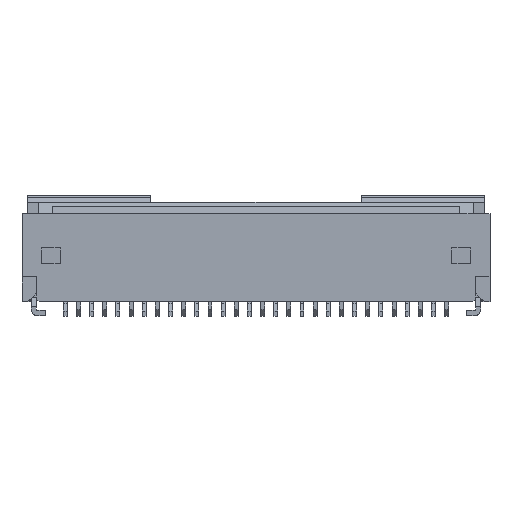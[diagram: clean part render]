
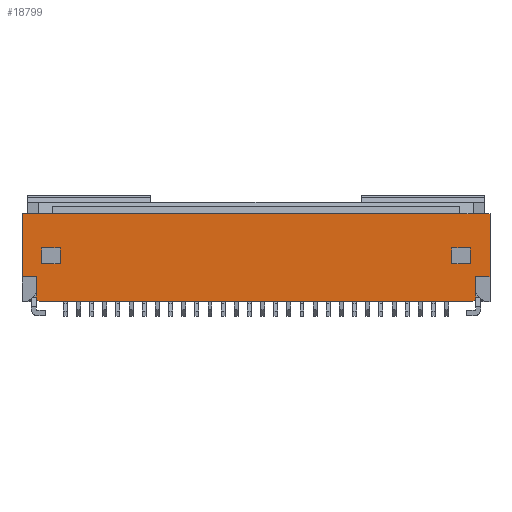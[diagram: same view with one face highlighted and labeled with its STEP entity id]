
A CAD part, top view. The second image highlights one B-rep face of the part: STEP entity #18799.
In plain terms, the highlighted planar face has unit normal (0, 0, 1).
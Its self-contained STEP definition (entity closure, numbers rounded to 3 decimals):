
#5=DIRECTION('',(0.,-1.,0.));
#6=VECTOR('',#5,2.4);
#7=CARTESIAN_POINT('',(-8.9,3.34,1.4));
#8=LINE('',#7,#6);
#122=DIRECTION('',(1.,0.,0.));
#123=VECTOR('',#122,16.5);
#124=CARTESIAN_POINT('',(-8.25,0.,1.4));
#125=LINE('',#124,#123);
#703=DIRECTION('',(0.,-1.,0.));
#704=VECTOR('',#703,2.4);
#705=CARTESIAN_POINT('',(8.9,3.34,1.4));
#706=LINE('',#705,#704);
#927=DIRECTION('',(1.,0.,0.));
#928=VECTOR('',#927,0.7);
#929=CARTESIAN_POINT('',(-8.15,2.04,1.4));
#930=LINE('',#929,#928);
#931=DIRECTION('',(0.,1.,0.));
#932=VECTOR('',#931,0.6);
#933=CARTESIAN_POINT('',(-8.15,1.44,1.4));
#934=LINE('',#933,#932);
#935=DIRECTION('',(1.,0.,0.));
#936=VECTOR('',#935,0.7);
#937=CARTESIAN_POINT('',(-8.15,1.44,1.4));
#938=LINE('',#937,#936);
#939=DIRECTION('',(0.,1.,0.));
#940=VECTOR('',#939,0.6);
#941=CARTESIAN_POINT('',(-7.45,1.44,1.4));
#942=LINE('',#941,#940);
#943=DIRECTION('',(1.,0.,0.));
#944=VECTOR('',#943,0.7);
#945=CARTESIAN_POINT('',(7.45,2.04,1.4));
#946=LINE('',#945,#944);
#947=DIRECTION('',(0.,1.,0.));
#948=VECTOR('',#947,0.6);
#949=CARTESIAN_POINT('',(7.45,1.44,1.4));
#950=LINE('',#949,#948);
#951=DIRECTION('',(1.,0.,0.));
#952=VECTOR('',#951,0.7);
#953=CARTESIAN_POINT('',(7.45,1.44,1.4));
#954=LINE('',#953,#952);
#955=DIRECTION('',(0.,1.,0.));
#956=VECTOR('',#955,0.6);
#957=CARTESIAN_POINT('',(8.15,1.44,1.4));
#958=LINE('',#957,#956);
#959=DIRECTION('',(0.,1.,0.));
#960=VECTOR('',#959,0.17);
#961=CARTESIAN_POINT('',(-8.35,0.17,1.4));
#962=LINE('',#961,#960);
#963=DIRECTION('',(0.,1.,0.));
#964=VECTOR('',#963,0.6);
#965=CARTESIAN_POINT('',(-8.35,0.34,1.4));
#966=LINE('',#965,#964);
#967=DIRECTION('',(1.,0.,0.));
#968=VECTOR('',#967,0.55);
#969=CARTESIAN_POINT('',(-8.9,0.94,1.4));
#970=LINE('',#969,#968);
#971=DIRECTION('',(1.,0.,0.));
#972=VECTOR('',#971,17.8);
#973=CARTESIAN_POINT('',(-8.9,3.34,1.4));
#974=LINE('',#973,#972);
#975=DIRECTION('',(1.,0.,0.));
#976=VECTOR('',#975,0.55);
#977=CARTESIAN_POINT('',(8.35,0.94,1.4));
#978=LINE('',#977,#976);
#979=DIRECTION('',(0.,1.,0.));
#980=VECTOR('',#979,0.6);
#981=CARTESIAN_POINT('',(8.35,0.34,1.4));
#982=LINE('',#981,#980);
#983=DIRECTION('',(0.,1.,0.));
#984=VECTOR('',#983,0.17);
#985=CARTESIAN_POINT('',(8.35,0.17,1.4));
#986=LINE('',#985,#984);
#987=DIRECTION('',(0.,1.,0.));
#988=VECTOR('',#987,0.07);
#989=CARTESIAN_POINT('',(8.35,0.1,1.4));
#990=LINE('',#989,#988);
#991=DIRECTION('',(0.707,0.707,0.));
#992=VECTOR('',#991,0.141);
#993=CARTESIAN_POINT('',(8.25,0.,1.4));
#994=LINE('',#993,#992);
#995=DIRECTION('',(0.707,-0.707,0.));
#996=VECTOR('',#995,0.141);
#997=CARTESIAN_POINT('',(-8.35,0.1,1.4));
#998=LINE('',#997,#996);
#999=DIRECTION('',(0.,1.,0.));
#1000=VECTOR('',#999,0.07);
#1001=CARTESIAN_POINT('',(-8.35,0.1,1.4));
#1002=LINE('',#1001,#1000);
#13487=CARTESIAN_POINT('',(-8.9,3.34,1.4));
#13488=CARTESIAN_POINT('',(8.9,3.34,1.4));
#13489=VERTEX_POINT('',#13487);
#13490=VERTEX_POINT('',#13488);
#13515=CARTESIAN_POINT('',(-8.9,0.94,1.4));
#13516=CARTESIAN_POINT('',(-8.35,0.94,1.4));
#13517=VERTEX_POINT('',#13515);
#13518=VERTEX_POINT('',#13516);
#13519=CARTESIAN_POINT('',(8.35,0.94,1.4));
#13520=CARTESIAN_POINT('',(8.9,0.94,1.4));
#13521=VERTEX_POINT('',#13519);
#13522=VERTEX_POINT('',#13520);
#13635=CARTESIAN_POINT('',(8.35,0.34,1.4));
#13637=VERTEX_POINT('',#13635);
#13643=CARTESIAN_POINT('',(-8.35,0.34,1.4));
#13645=VERTEX_POINT('',#13643);
#13823=CARTESIAN_POINT('',(8.25,0.,1.4));
#13825=VERTEX_POINT('',#13823);
#13828=CARTESIAN_POINT('',(-8.25,0.,1.4));
#13830=VERTEX_POINT('',#13828);
#14247=CARTESIAN_POINT('',(8.35,0.1,1.4));
#14249=VERTEX_POINT('',#14247);
#14263=CARTESIAN_POINT('',(8.35,0.17,1.4));
#14264=VERTEX_POINT('',#14263);
#14441=CARTESIAN_POINT('',(-8.35,0.1,1.4));
#14442=CARTESIAN_POINT('',(-8.35,0.17,1.4));
#14443=VERTEX_POINT('',#14441);
#14444=VERTEX_POINT('',#14442);
#17817=CARTESIAN_POINT('',(-8.15,2.04,1.4));
#17818=CARTESIAN_POINT('',(-7.45,2.04,1.4));
#17819=VERTEX_POINT('',#17817);
#17820=VERTEX_POINT('',#17818);
#17821=CARTESIAN_POINT('',(7.45,2.04,1.4));
#17822=CARTESIAN_POINT('',(8.15,2.04,1.4));
#17823=VERTEX_POINT('',#17821);
#17824=VERTEX_POINT('',#17822);
#17825=CARTESIAN_POINT('',(-8.15,1.44,1.4));
#17826=CARTESIAN_POINT('',(-7.45,1.44,1.4));
#17827=VERTEX_POINT('',#17825);
#17828=VERTEX_POINT('',#17826);
#17829=CARTESIAN_POINT('',(7.45,1.44,1.4));
#17830=CARTESIAN_POINT('',(8.15,1.44,1.4));
#17831=VERTEX_POINT('',#17829);
#17832=VERTEX_POINT('',#17830);
#18749=CARTESIAN_POINT('',(-8.9,3.34,1.4));
#18750=DIRECTION('',(0.,0.,1.));
#18751=DIRECTION('',(0.,-1.,0.));
#18752=AXIS2_PLACEMENT_3D('',#18749,#18750,#18751);
#18753=PLANE('',#18752);
#18755=ORIENTED_EDGE('',*,*,#18754,.T.);
#18757=ORIENTED_EDGE('',*,*,#18756,.T.);
#18758=ORIENTED_EDGE('',*,*,#18696,.F.);
#18759=ORIENTED_EDGE('',*,*,#17880,.F.);
#18761=ORIENTED_EDGE('',*,*,#18760,.T.);
#18762=ORIENTED_EDGE('',*,*,#18470,.T.);
#18763=ORIENTED_EDGE('',*,*,#18710,.F.);
#18765=ORIENTED_EDGE('',*,*,#18764,.F.);
#18767=ORIENTED_EDGE('',*,*,#18766,.F.);
#18769=ORIENTED_EDGE('',*,*,#18768,.F.);
#18771=ORIENTED_EDGE('',*,*,#18770,.F.);
#18772=ORIENTED_EDGE('',*,*,#18004,.F.);
#18774=ORIENTED_EDGE('',*,*,#18773,.F.);
#18776=ORIENTED_EDGE('',*,*,#18775,.T.);
#18777=EDGE_LOOP('',(#18755,#18757,#18758,#18759,#18761,#18762,#18763,#18765,
#18767,#18769,#18771,#18772,#18774,#18776));
#18778=FACE_OUTER_BOUND('',#18777,.F.);
#18780=ORIENTED_EDGE('',*,*,#18779,.F.);
#18782=ORIENTED_EDGE('',*,*,#18781,.F.);
#18784=ORIENTED_EDGE('',*,*,#18783,.T.);
#18786=ORIENTED_EDGE('',*,*,#18785,.T.);
#18787=EDGE_LOOP('',(#18780,#18782,#18784,#18786));
#18788=FACE_BOUND('',#18787,.F.);
#18790=ORIENTED_EDGE('',*,*,#18789,.F.);
#18792=ORIENTED_EDGE('',*,*,#18791,.F.);
#18794=ORIENTED_EDGE('',*,*,#18793,.T.);
#18796=ORIENTED_EDGE('',*,*,#18795,.T.);
#18797=EDGE_LOOP('',(#18790,#18792,#18794,#18796));
#18798=FACE_BOUND('',#18797,.F.);
#18799=ADVANCED_FACE('',(#18778,#18788,#18798),#18753,.T.);
#17880=EDGE_CURVE('',#13489,#13517,#8,.T.);
#18004=EDGE_CURVE('',#13830,#13825,#125,.T.);
#18470=EDGE_CURVE('',#13490,#13522,#706,.T.);
#18696=EDGE_CURVE('',#13517,#13518,#970,.T.);
#18710=EDGE_CURVE('',#13521,#13522,#978,.T.);
#18754=EDGE_CURVE('',#14444,#13645,#962,.T.);
#18756=EDGE_CURVE('',#13645,#13518,#966,.T.);
#18760=EDGE_CURVE('',#13489,#13490,#974,.T.);
#18764=EDGE_CURVE('',#13637,#13521,#982,.T.);
#18766=EDGE_CURVE('',#14264,#13637,#986,.T.);
#18768=EDGE_CURVE('',#14249,#14264,#990,.T.);
#18770=EDGE_CURVE('',#13825,#14249,#994,.T.);
#18773=EDGE_CURVE('',#14443,#13830,#998,.T.);
#18775=EDGE_CURVE('',#14443,#14444,#1002,.T.);
#18779=EDGE_CURVE('',#17823,#17824,#946,.T.);
#18781=EDGE_CURVE('',#17831,#17823,#950,.T.);
#18783=EDGE_CURVE('',#17831,#17832,#954,.T.);
#18785=EDGE_CURVE('',#17832,#17824,#958,.T.);
#18789=EDGE_CURVE('',#17819,#17820,#930,.T.);
#18791=EDGE_CURVE('',#17827,#17819,#934,.T.);
#18793=EDGE_CURVE('',#17827,#17828,#938,.T.);
#18795=EDGE_CURVE('',#17828,#17820,#942,.T.);
